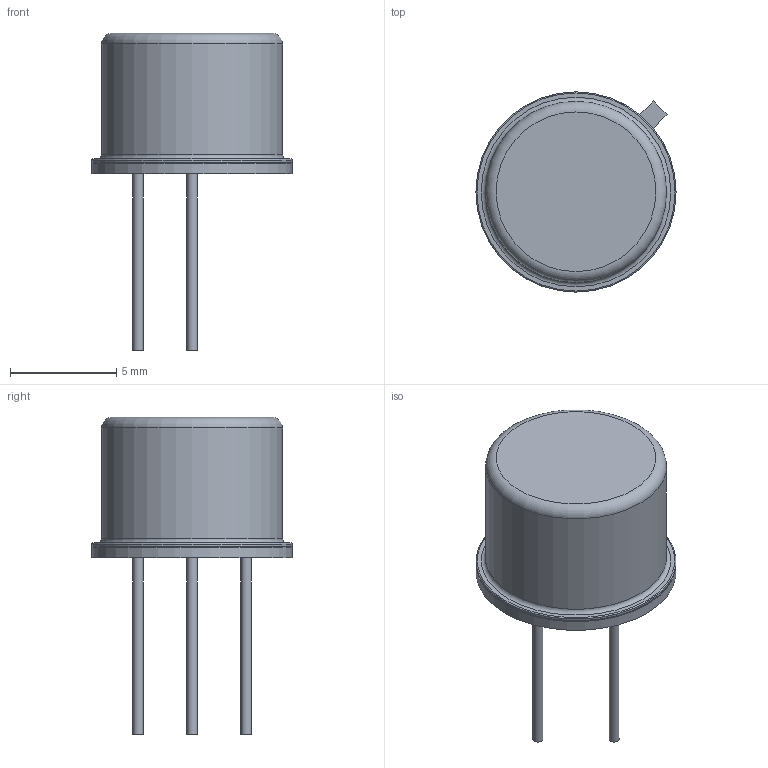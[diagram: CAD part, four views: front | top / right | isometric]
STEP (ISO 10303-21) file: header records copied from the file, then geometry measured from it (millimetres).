
FILE_DESCRIPTION(/* description */ (''),/* implementation_level */ '2;1');
FILE_NAME(/* name */ 'TO-5-3.stp',/* time_stamp */ '2017-05-31T10:37:44+02:00',/* author */ ('jchouvet'),/* organization */ (''),/* preprocessor_version */ 'ST-DEVELOPER v16.1',/* originating_system */ 'AutoCAD Mechanical',/* authorisation */ '');
FILE_SCHEMA (('AUTOMOTIVE_DESIGN { 1 0 10303 214 3 1 1 }'));
Length unit declared in the file: millimetre
Products named in the file (1): Product
Bounding box: 9.4 x 9.4 x 14.9 mm (x, y, z)
Volume: 438.3 mm3; surface area: 750.2 mm2
Topology: 7 solids, 7 shells, 27 faces, 37 edges, 24 vertices
Faces by surface type: plane 17, cylinder 6, torus 3, cone 1
Full cylindrical faces by diameter (mm): 0.49 x3, 8.5 x1, 9.4 x1
Entity records: 551 total; most frequent: DIRECTION 100, CARTESIAN_POINT 78, ORIENTED_EDGE 54, AXIS2_PLACEMENT_3D 45, EDGE_LOOP 36, FACE_OUTER_BOUND 27, EDGE_CURVE 27, ADVANCED_FACE 27
